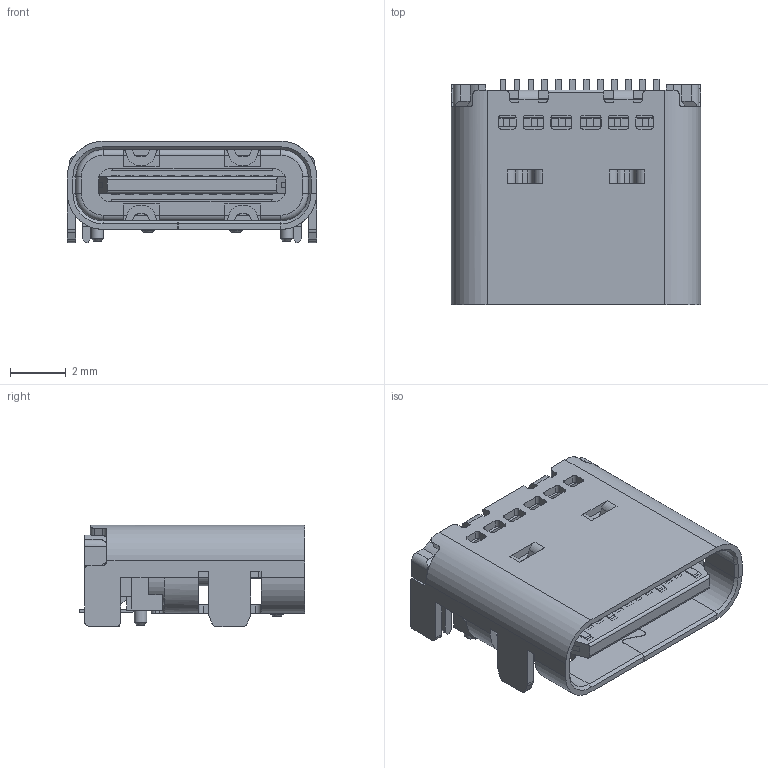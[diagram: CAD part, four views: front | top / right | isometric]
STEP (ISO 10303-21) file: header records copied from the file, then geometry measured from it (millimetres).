
FILE_DESCRIPTION(/* description */ ('Unknown'),/* implementation_level */ '2;1');
FILE_NAME(/* name */ '632722200211',/* time_stamp */ '2023-08-16T09:54:09+02:00',/* author */ ('Unknown'),/* organization */ ('Unknown'),/* preprocessor_version */ 'ST-DEVELOPER v18.102',/* originating_system */ 'Solid Edge',/* authorisation */ 'Unknown');
FILE_SCHEMA (('AUTOMOTIVE_DESIGN {1 0 10303 214 3 1 1}'));
Length unit declared in the file: millimetre
Products named in the file (12): 632722200211; 632722200211_Housing; 632722200211_Housing2; 632722200211_Shielding_2_v2; 632722200211_Pin3_Top; 632722200211_Pin2_Top; 632722200211_Pin1_Top; 632722200211_Pin3_Bottom; 632722200211_Pin1_Bottom; 632722200211_Pin2_Bottom; 632722200211_Shielding; 632722200211_Plate
Assembly tree (30 placements, depth 3):
  632722200211
    632722200211_Housing
      632722200211_Housing2
      632722200211_Shielding_2_v2
      632722200211_Pin3_Top  x2
      632722200211_Pin2_Top  x8
      632722200211_Pin1_Top  x2
      632722200211_Pin3_Bottom  x2
      632722200211_Pin1_Bottom  x2
      632722200211_Pin2_Bottom  x8
    632722200211_Shielding
    632722200211_Plate  x2
Bounding box: 8.94 x 8.1 x 3.64 mm (x, y, z)
Volume: 128.3 mm3; surface area: 884.5 mm2
Topology: 29 solids, 29 shells, 1404 faces, 4117 edges, 2693 vertices
Faces by surface type: plane 1121, cylinder 265, cone 10, torus 6, bspline 2
Full cylindrical faces by diameter (mm): 0.4 x2, 0.45 x2
Entity records: 34158 total; most frequent: CARTESIAN_POINT 6179, ORIENTED_EDGE 6054, DIRECTION 5452, EDGE_CURVE 3027, LINE 2578, VECTOR 2578, VERTEX_POINT 1995, AXIS2_PLACEMENT_3D 1437
